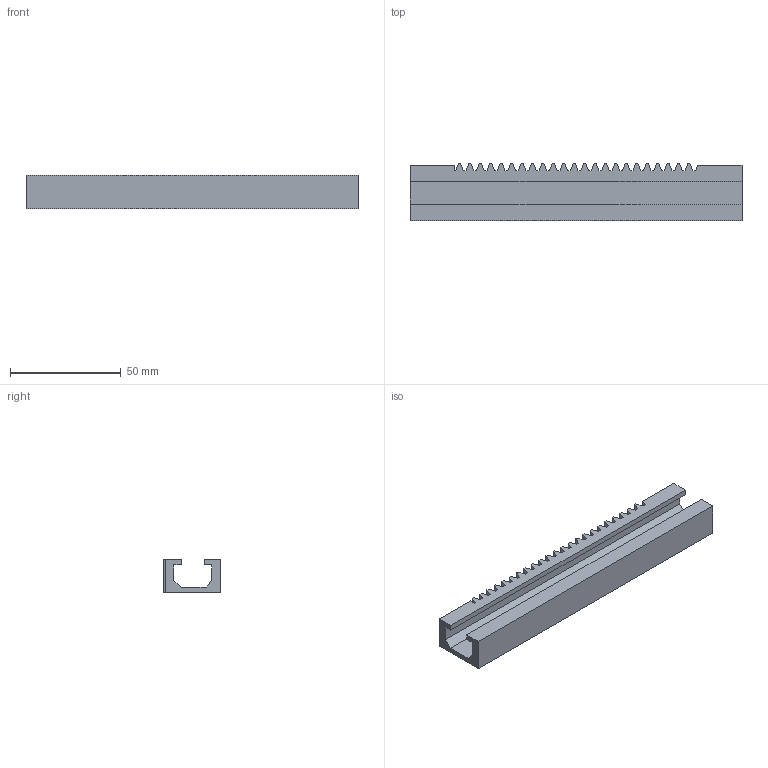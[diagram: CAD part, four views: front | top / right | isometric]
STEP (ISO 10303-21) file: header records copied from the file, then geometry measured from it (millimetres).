
FILE_DESCRIPTION (( 'STEP AP203' ), '1' );
FILE_NAME ('Rail.STEP', '2025-09-04T18:19:40', ( '' ), ( '' ), 'SwSTEP 2.0', 'SolidWorks 2025', '' );
FILE_SCHEMA (( 'CONFIG_CONTROL_DESIGN' ));
Length unit declared in the file: millimetre
Products named in the file (1): Rail
Bounding box: 150 x 25.74 x 15 mm (x, y, z)
Volume: 26187.8 mm3; surface area: 19154.1 mm2
Topology: 1 solids, 1 shells, 112 faces, 330 edges, 220 vertices
Faces by surface type: plane 112
Entity records: 3731 total; most frequent: CARTESIAN_POINT 663, ORIENTED_EDGE 660, DIRECTION 556, VECTOR 330, EDGE_CURVE 330, LINE 330, VERTEX_POINT 220, AXIS2_PLACEMENT_3D 113
